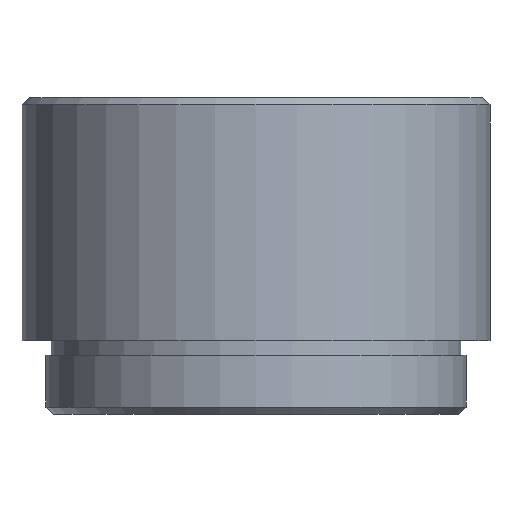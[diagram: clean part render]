
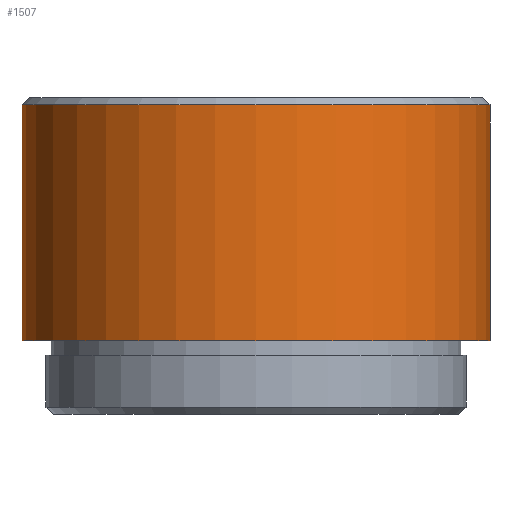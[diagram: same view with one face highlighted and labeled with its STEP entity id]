
A CAD part, front view. The second image highlights one B-rep face of the part: STEP entity #1507.
In plain terms, the highlighted cylindrical face has radius 15.878 mm (diameter 31.756 mm), a partial arc.
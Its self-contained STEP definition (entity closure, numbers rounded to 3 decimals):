
#19 = VECTOR ( 'NONE', #1504, 1000. ) ;
#21 = EDGE_LOOP ( 'NONE', ( #690, #1420, #1571, #1014 ) ) ;
#88 = CARTESIAN_POINT ( 'NONE',  ( 0., 0., 21.5 ) ) ;
#147 = CARTESIAN_POINT ( 'NONE',  ( 15.878, 0., 21. ) ) ;
#157 = DIRECTION ( 'NONE',  ( -1., 0., 0. ) ) ;
#196 = CARTESIAN_POINT ( 'NONE',  ( 15.878, 0., 5. ) ) ;
#249 = EDGE_CURVE ( 'NONE', #1606, #1302, #1511, .T. ) ;
#296 = CARTESIAN_POINT ( 'NONE',  ( 0., 0., 5. ) ) ;
#379 = DIRECTION ( 'NONE',  ( 0., 0., -1. ) ) ;
#396 = DIRECTION ( 'NONE',  ( 1., 0., 0. ) ) ;
#440 = AXIS2_PLACEMENT_3D ( 'NONE', #296, #846, #157 ) ;
#469 = AXIS2_PLACEMENT_3D ( 'NONE', #88, #1278, #1003 ) ;
#624 = CIRCLE ( 'NONE', #440, 15.878 ) ;
#690 = ORIENTED_EDGE ( 'NONE', *, *, #249, .F. ) ;
#706 = CARTESIAN_POINT ( 'NONE',  ( -15.878, 0., 21.5 ) ) ;
#729 = CARTESIAN_POINT ( 'NONE',  ( 15.878, 0., 21.5 ) ) ;
#734 = VECTOR ( 'NONE', #1633, 1000. ) ;
#772 = CARTESIAN_POINT ( 'NONE',  ( -15.878, 0., 21. ) ) ;
#846 = DIRECTION ( 'NONE',  ( 0., 0., -1. ) ) ;
#906 = CARTESIAN_POINT ( 'NONE',  ( 0., 0., 21. ) ) ;
#1003 = DIRECTION ( 'NONE',  ( -1., 0., 0. ) ) ;
#1012 = EDGE_CURVE ( 'NONE', #1302, #1301, #624, .T. ) ;
#1014 = ORIENTED_EDGE ( 'NONE', *, *, #1012, .F. ) ;
#1059 = EDGE_CURVE ( 'NONE', #1585, #1301, #1488, .T. ) ;
#1226 = CIRCLE ( 'NONE', #1296, 15.878 ) ;
#1278 = DIRECTION ( 'NONE',  ( 0., 0., -1. ) ) ;
#1280 = EDGE_CURVE ( 'NONE', #1606, #1585, #1226, .T. ) ;
#1296 = AXIS2_PLACEMENT_3D ( 'NONE', #906, #379, #396 ) ;
#1301 = VERTEX_POINT ( 'NONE', #1510 ) ;
#1302 = VERTEX_POINT ( 'NONE', #196 ) ;
#1420 = ORIENTED_EDGE ( 'NONE', *, *, #1280, .T. ) ;
#1488 = LINE ( 'NONE', #706, #734 ) ;
#1504 = DIRECTION ( 'NONE',  ( 0., 0., -1. ) ) ;
#1507 = ADVANCED_FACE ( 'NONE', ( #1539 ), #1694, .T. ) ;
#1510 = CARTESIAN_POINT ( 'NONE',  ( -15.878, 0., 5. ) ) ;
#1511 = LINE ( 'NONE', #729, #19 ) ;
#1539 = FACE_OUTER_BOUND ( 'NONE', #21, .T. ) ;
#1571 = ORIENTED_EDGE ( 'NONE', *, *, #1059, .T. ) ;
#1585 = VERTEX_POINT ( 'NONE', #772 ) ;
#1606 = VERTEX_POINT ( 'NONE', #147 ) ;
#1633 = DIRECTION ( 'NONE',  ( 0., 0., -1. ) ) ;
#1694 = CYLINDRICAL_SURFACE ( 'NONE', #469, 15.878 ) ;
